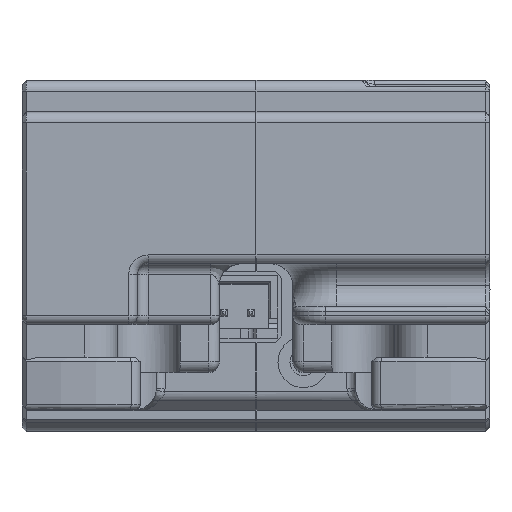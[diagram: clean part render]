
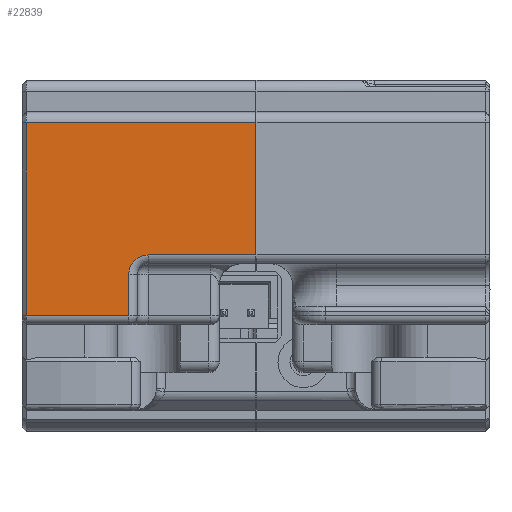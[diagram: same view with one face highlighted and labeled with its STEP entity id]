
A CAD part, top view. The second image highlights one B-rep face of the part: STEP entity #22839.
In plain terms, the highlighted planar face has unit normal (0, 0, 1).
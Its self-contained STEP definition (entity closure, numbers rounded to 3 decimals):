
#844=PLANE('',#24791);
#1645=LINE('',#33837,#3979);
#1933=LINE('',#34597,#4267);
#1934=LINE('',#34602,#4268);
#1936=LINE('',#34611,#4270);
#1937=LINE('',#34613,#4271);
#1938=LINE('',#34615,#4272);
#3979=VECTOR('',#27039,10.);
#4267=VECTOR('',#27699,10.);
#4268=VECTOR('',#27706,10.);
#4270=VECTOR('',#27716,10.);
#4271=VECTOR('',#27717,10.);
#4272=VECTOR('',#27718,10.);
#6710=FACE_OUTER_BOUND('',#7992,.T.);
#7992=EDGE_LOOP('',(#16975,#16976,#16977,#16978,#16979,#16980,#16981));
#9300=CIRCLE('',#24792,1.8);
#10326=VERTEX_POINT('',#33825);
#10331=VERTEX_POINT('',#33835);
#10561=VERTEX_POINT('',#34596);
#10562=VERTEX_POINT('',#34600);
#10565=VERTEX_POINT('',#34610);
#10566=VERTEX_POINT('',#34612);
#10567=VERTEX_POINT('',#34614);
#12665=EDGE_CURVE('',#10326,#10331,#1645,.T.);
#13023=EDGE_CURVE('',#10326,#10561,#1933,.T.);
#13026=EDGE_CURVE('',#10562,#10331,#1934,.T.);
#13030=EDGE_CURVE('',#10565,#10562,#1936,.T.);
#13031=EDGE_CURVE('',#10566,#10565,#1937,.T.);
#13032=EDGE_CURVE('',#10567,#10566,#1938,.T.);
#13033=EDGE_CURVE('',#10561,#10567,#9300,.T.);
#16975=ORIENTED_EDGE('',*,*,#12665,.T.);
#16976=ORIENTED_EDGE('',*,*,#13026,.F.);
#16977=ORIENTED_EDGE('',*,*,#13030,.F.);
#16978=ORIENTED_EDGE('',*,*,#13031,.F.);
#16979=ORIENTED_EDGE('',*,*,#13032,.F.);
#16980=ORIENTED_EDGE('',*,*,#13033,.F.);
#16981=ORIENTED_EDGE('',*,*,#13023,.F.);
#22839=ADVANCED_FACE('',(#6710),#844,.F.);
#24791=AXIS2_PLACEMENT_3D('',#34609,#27714,#27715);
#24792=AXIS2_PLACEMENT_3D('',#34616,#27719,#27720);
#27039=DIRECTION('',(-1.,0.,0.));
#27699=DIRECTION('',(0.,-1.,0.));
#27706=DIRECTION('',(0.,1.,0.));
#27714=DIRECTION('center_axis',(0.,0.,
-1.));
#27715=DIRECTION('ref_axis',(-1.,0.,0.));
#27716=DIRECTION('',(-1.,0.,0.));
#27717=DIRECTION('',(0.,-1.,0.));
#27718=DIRECTION('',(1.,0.,0.));
#27719=DIRECTION('center_axis',(0.,0.,
1.));
#27720=DIRECTION('ref_axis',(-0.707,-0.707,0.));
#33825=CARTESIAN_POINT('',(-59.629,128.542,40.967));
#33835=CARTESIAN_POINT('',(-71.829,128.542,40.967));
#33837=CARTESIAN_POINT('',(-56.679,128.542,40.967));
#34596=CARTESIAN_POINT('',(-59.629,118.592,40.967));
#34597=CARTESIAN_POINT('',(-59.629,129.842,40.967));
#34600=CARTESIAN_POINT('',(-71.829,107.342,40.967));
#34602=CARTESIAN_POINT('',(-71.829,118.542,40.967));
#34609=CARTESIAN_POINT('Origin',(-53.729,108.542,40.967));
#34610=CARTESIAN_POINT('',(-54.029,107.342,40.967));
#34611=CARTESIAN_POINT('',(-51.029,107.342,40.967));
#34612=CARTESIAN_POINT('',(-54.029,116.792,40.967));
#34613=CARTESIAN_POINT('',(-54.029,123.442,40.967));
#34614=CARTESIAN_POINT('',(-57.829,116.792,40.967));
#34615=CARTESIAN_POINT('',(-56.179,116.792,40.967));
#34616=CARTESIAN_POINT('Origin',(-57.829,118.592,40.967));
